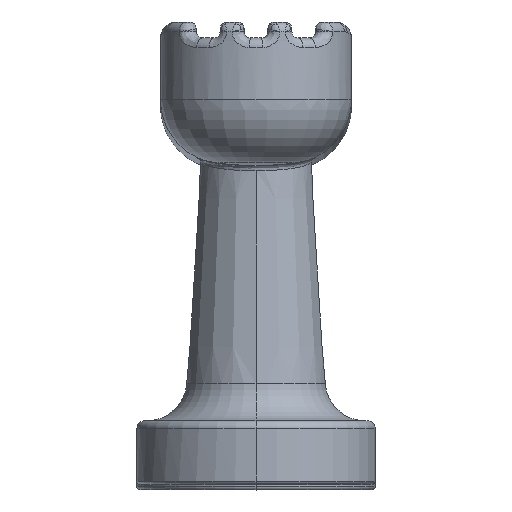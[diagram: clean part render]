
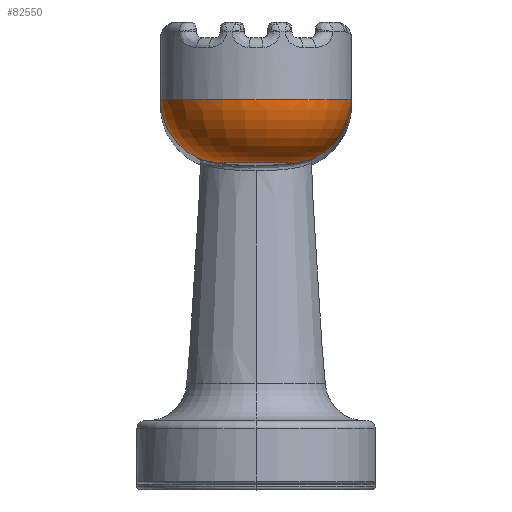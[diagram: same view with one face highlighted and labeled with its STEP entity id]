
A CAD part, top view. The second image highlights one B-rep face of the part: STEP entity #82550.
In plain terms, the highlighted toroidal (fillet/blend) face has major radius 2 mm and minor radius 4 mm.
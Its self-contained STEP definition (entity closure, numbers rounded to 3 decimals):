
#63120=CARTESIAN_POINT('',(8.5,0.157,
14.));
#63130=VERTEX_POINT('',#63120);
#63160=CARTESIAN_POINT('',(8.,4.125,14.));
#63170=DIRECTION('',(0.,0.,1.));
#63180=DIRECTION('',(1.,0.,0.));
#63190=AXIS2_PLACEMENT_3D('',#63160,#63170,#63180);
#63200=CIRCLE('',#63190,4.);
#63210=CARTESIAN_POINT('',(12.,4.125,14.));
#63220=VERTEX_POINT('',#63210);
#63230=EDGE_CURVE('',#63130,#63220,#63200,.T.);
#82220=CARTESIAN_POINT('',(6.,4.125,14.));
#82230=DIRECTION('',(0.,1.,0.));
#82240=DIRECTION('',(0.,0.,-1.));
#82250=AXIS2_PLACEMENT_3D('',#82220,#82230,#82240);
#82260=DEGENERATE_TOROIDAL_SURFACE('',#82250,2.,4.,.T.);
#82270=CARTESIAN_POINT('',(6.,0.157,14.));
#82280=DIRECTION('',(0.,-1.,0.));
#82290=DIRECTION('',(0.,0.,-1.));
#82300=AXIS2_PLACEMENT_3D('',#82270,#82280,#82290);
#82310=CIRCLE('',#82300,2.5);
#82320=CARTESIAN_POINT('',(3.5,0.157,
14.));
#82330=VERTEX_POINT('',#82320);
#82340=EDGE_CURVE('',#63130,#82330,#82310,.T.);
#82350=ORIENTED_EDGE('',*,*,#82340,.F.);
#82360=CARTESIAN_POINT('',(4.,4.125,
14.));
#82370=DIRECTION('',(0.,0.,-1.));
#82380=DIRECTION('',(-1.,0.,0.));
#82390=AXIS2_PLACEMENT_3D('',#82360,#82370,#82380);
#82400=CIRCLE('',#82390,4.);
#82410=CARTESIAN_POINT('',(0.,4.125,14.));
#82420=VERTEX_POINT('',#82410);
#82430=EDGE_CURVE('',#82330,#82420,#82400,.T.);
#82440=ORIENTED_EDGE('',*,*,#82430,.F.);
#82450=CARTESIAN_POINT('',(6.,4.125,14.));
#82460=DIRECTION('',(0.,-1.,0.));
#82470=DIRECTION('',(0.,0.,-1.));
#82480=AXIS2_PLACEMENT_3D('',#82450,#82460,#82470);
#82490=CIRCLE('',#82480,6.);
#82500=EDGE_CURVE('',#63220,#82420,#82490,.T.);
#82510=ORIENTED_EDGE('',*,*,#82500,.T.);
#82520=ORIENTED_EDGE('',*,*,#63230,.T.);
#82530=EDGE_LOOP('',(#82520,#82510,#82440,#82350));
#82540=FACE_OUTER_BOUND('',#82530,.T.);
#82550=ADVANCED_FACE('',(#82540),#82260,.T.);
